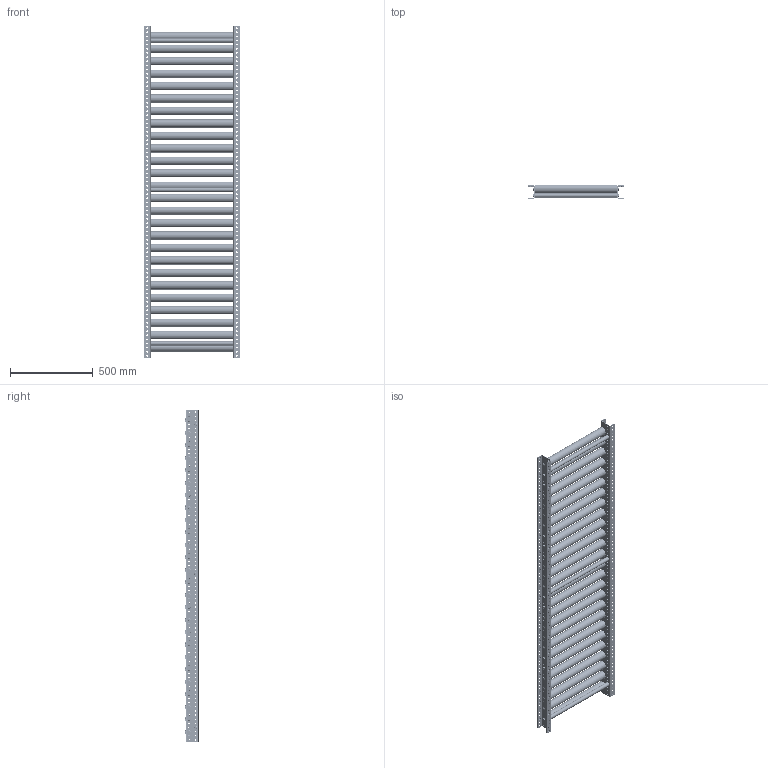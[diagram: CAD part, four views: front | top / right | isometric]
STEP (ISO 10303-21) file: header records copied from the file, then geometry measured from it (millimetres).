
FILE_DESCRIPTION (( 'STEP AP214' ), '1' );
FILE_NAME ('0014651TWG_9150075STX2000.STEP', '2025-10-22T11:31:25', ( '' ), ( '' ), 'SwSTEP 2.0', 'SolidWorks 2020', '' );
FILE_SCHEMA (( 'AUTOMOTIVE_DESIGN' ));
Length unit declared in the file: millimetre
Products named in the file (9): Profil_SRB-40x80x40x3_KFG_S100211_U-PROFIL-40-80-40-3-SRB-L=2000; 0039771_Tragrollenrohr-Ø50x1,5STI_KFG_EL500; S100994_M8x16-Sperrzahnschraube-verz DIN6921; 0039780-Achse-ST-Ø12-KFG_IGM8-AL=500-TRG; 0024178_Passscheibe_DIN988_12x18x1; Traversen_KFG_L500; 0026293_Typ-TRG-50x1,5-12; 0014651TWG_9150075STX2000; TRG-50x1,5-STI-A12-IGM8-EL=KFG_0022779TWG_TRG-50x1,5-STI-A12-IGM8-EL=500
Assembly tree (95 placements, depth 3):
  0014651TWG_9150075STX2000
    Profil_SRB-40x80x40x3_KFG_S100211_U-PROFIL-40-80-40-3-SRB-L=2000  x2
    Traversen_KFG_L500  x3
    S100994_M8x16-Sperrzahnschraube-verz DIN6921  x58
    TRG-50x1,5-STI-A12-IGM8-EL=KFG_0022779TWG_TRG-50x1,5-STI-A12-IGM8-EL=500  x26
      0039780-Achse-ST-Ø12-KFG_IGM8-AL=500-TRG
      0026293_Typ-TRG-50x1,5-12
      0039771_Tragrollenrohr-Ø50x1,5STI_KFG_EL500
      0024178_Passscheibe_DIN988_12x18x1
Bounding box: 580 x 84.92 x 2000 mm (x, y, z)
Volume: 6942671.3 mm3; surface area: 6733970.2 mm2
Topology: 485 solids, 485 shells, 7692 faces, 16414 edges, 10236 vertices
Faces by surface type: plane 2606, cylinder 2024, torus 1532, cone 1530
Full cylindrical faces by diameter (mm): 6.8 x58, 8.2 x320, 10.2 x320, 12 x78, 12.2 x52, 16 x260, 17.1 x52, 18 x52, 18.5 x52, 21 x9, 25 x3, 27.3 x52, 27.4 x52, 27.7 x52, 29.7 x52, 45.3 x52, 47 x26, 47.3 x52, 49.5 x52, 50 x26
Entity records: 17555 total; most frequent: DIRECTION 2882, CARTESIAN_POINT 2722, ORIENTED_EDGE 1870, EDGE_LOOP 1560, AXIS2_PLACEMENT_3D 1399, EDGE_CURVE 935, FACE_OUTER_BOUND 876, VERTEX_POINT 855
